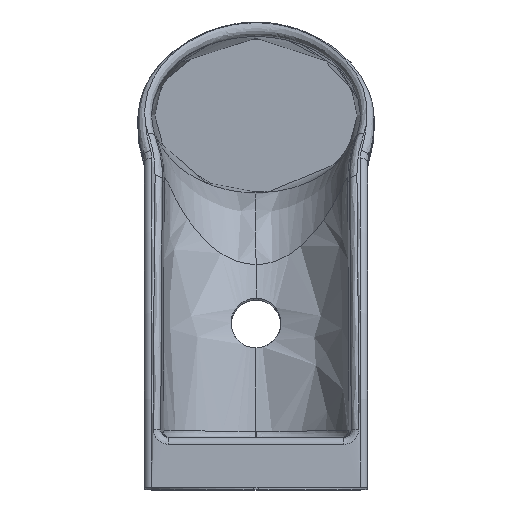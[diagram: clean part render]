
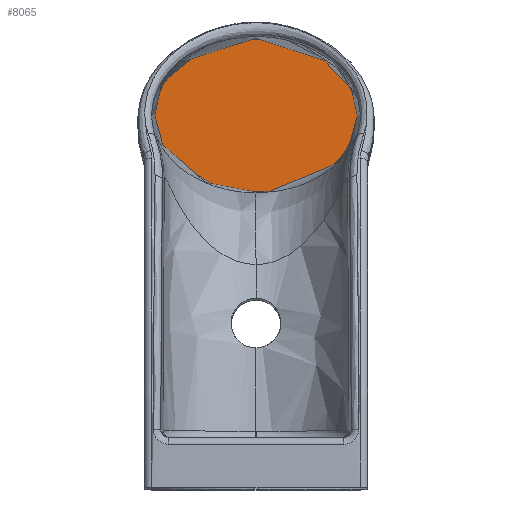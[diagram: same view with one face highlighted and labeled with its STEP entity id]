
A CAD part, top view. The second image highlights one B-rep face of the part: STEP entity #8065.
In plain terms, the highlighted face is planar.
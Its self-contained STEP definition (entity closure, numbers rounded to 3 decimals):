
#84 = CARTESIAN_POINT ( 'NONE',  ( -16.314, 0., -23. ) ) ;
#235 = CARTESIAN_POINT ( 'NONE',  ( -15.785, 3.218, -23. ) ) ;
#392 = CARTESIAN_POINT ( 'NONE',  ( 9.99, 9.871, -23. ) ) ;
#442 = CARTESIAN_POINT ( 'NONE',  ( -14.232, 6.238, -23. ) ) ;
#649 = CARTESIAN_POINT ( 'NONE',  ( -8.183, -10.776, -23. ) ) ;
#739 = CARTESIAN_POINT ( 'NONE',  ( -15.47, -3.997, -23. ) ) ;
#911 = CARTESIAN_POINT ( 'NONE',  ( -15.47, 3.997, -23. ) ) ;
#975 = CARTESIAN_POINT ( 'NONE',  ( -4.25, 11.997, -23. ) ) ;
#1009 = EDGE_CURVE ( 'NONE', #8706, #2458, #6893, .T. ) ;
#1272 = CARTESIAN_POINT ( 'NONE',  ( 16.314, -0.813, -23. ) ) ;
#1572 = CARTESIAN_POINT ( 'NONE',  ( -16.314, -0.813, -23. ) ) ;
#1593 = ORIENTED_EDGE ( 'NONE', *, *, #6812, .T. ) ;
#1635 = CARTESIAN_POINT ( 'NONE',  ( -16.314, 0.813, -23. ) ) ;
#2040 = CARTESIAN_POINT ( 'NONE',  ( -1.411, 1.406, -23. ) ) ;
#2055 = CARTESIAN_POINT ( 'NONE',  ( -13.015, -7.602, -23. ) ) ;
#2197 = CARTESIAN_POINT ( 'NONE',  ( 15.47, -3.997, -23. ) ) ;
#2263 = CARTESIAN_POINT ( 'NONE',  ( 14.232, 6.238, -23. ) ) ;
#2458 = VERTEX_POINT ( 'NONE', #84 ) ;
#2465 = CARTESIAN_POINT ( 'NONE',  ( -15.785, -3.218, -23. ) ) ;
#2597 = CARTESIAN_POINT ( 'NONE',  ( 2.125, 12.314, -23. ) ) ;
#2617 = AXIS2_PLACEMENT_3D ( 'NONE', #2040, #4185, #9148 ) ;
#2622 = CARTESIAN_POINT ( 'NONE',  ( 8.183, -10.776, -23. ) ) ;
#2859 = ORIENTED_EDGE ( 'NONE', *, *, #1009, .T. ) ;
#2880 = CARTESIAN_POINT ( 'NONE',  ( 16.207, 1.626, -23. ) ) ;
#3004 = CARTESIAN_POINT ( 'NONE',  ( 16.314, 0., -23. ) ) ;
#3031 = CARTESIAN_POINT ( 'NONE',  ( 15.785, -3.218, -23. ) ) ;
#3129 = EDGE_LOOP ( 'NONE', ( #1593, #2859 ) ) ;
#3138 = CARTESIAN_POINT ( 'NONE',  ( -16.314, 0., -23. ) ) ;
#3434 = CARTESIAN_POINT ( 'NONE',  ( 14.232, -6.238, -23. ) ) ;
#3635 = CARTESIAN_POINT ( 'NONE',  ( 8.183, 10.776, -23. ) ) ;
#3743 = CARTESIAN_POINT ( 'NONE',  ( 15.785, 3.218, -23. ) ) ;
#3758 = CARTESIAN_POINT ( 'NONE',  ( -16.207, -1.626, -23. ) ) ;
#3885 = CARTESIAN_POINT ( 'NONE',  ( -14.232, -6.238, -23. ) ) ;
#4185 = DIRECTION ( 'NONE',  ( 0., 0., 1. ) ) ;
#4206 = CARTESIAN_POINT ( 'NONE',  ( -4.25, -11.997, -23. ) ) ;
#4282 = CARTESIAN_POINT ( 'NONE',  ( 16.314, 0., -23. ) ) ;
#4509 = CARTESIAN_POINT ( 'NONE',  ( -9.99, -9.871, -23. ) ) ;
#4603 = CARTESIAN_POINT ( 'NONE',  ( -16.314, 0., -23. ) ) ;
#4674 = CARTESIAN_POINT ( 'NONE',  ( -13.015, 7.602, -23. ) ) ;
#4844 = FACE_OUTER_BOUND ( 'NONE', #3129, .T. ) ;
#4917 = B_SPLINE_CURVE_WITH_KNOTS ( 'NONE', 3,
 ( #4603, #1635, #6734, #235, #911, #442, #4674, #8944, #7043, #975, #5937, #2597, #5324, #3635, #392, #9156, #2263, #5592, #3743, #2880, #7104, #3004 ),
 .UNSPECIFIED., .F., .F.,
 ( 4, 2, 2, 2, 2, 2, 2, 2, 2, 2, 4 ),
 ( 0., 0.003, 0.006, 0.011, 0.017, 0.023, 0.028, 0.034, 0.039, 0.042, 0.045 ),
 .UNSPECIFIED. ) ;
#5324 = CARTESIAN_POINT ( 'NONE',  ( 4.25, 11.997, -23. ) ) ;
#5592 = CARTESIAN_POINT ( 'NONE',  ( 15.47, 3.997, -23. ) ) ;
#5937 = CARTESIAN_POINT ( 'NONE',  ( -2.125, 12.314, -23. ) ) ;
#6261 = CARTESIAN_POINT ( 'NONE',  ( -2.125, -12.314, -23. ) ) ;
#6678 = CARTESIAN_POINT ( 'NONE',  ( 2.125, -12.314, -23. ) ) ;
#6734 = CARTESIAN_POINT ( 'NONE',  ( -16.207, 1.626, -23. ) ) ;
#6812 = EDGE_CURVE ( 'NONE', #2458, #8706, #4917, .T. ) ;
#6893 = B_SPLINE_CURVE_WITH_KNOTS ( 'NONE', 3,
 ( #7910, #1272, #8278, #3031, #2197, #3434, #9011, #8407, #2622, #7968, #6678, #6261, #4206, #649, #4509, #2055, #3885, #739, #2465, #3758, #1572, #3138 ),
 .UNSPECIFIED., .F., .F.,
 ( 4, 2, 2, 2, 2, 2, 2, 2, 2, 2, 4 ),
 ( 0.045, 0.048, 0.051, 0.056, 0.062, 0.068, 0.073, 0.079, 0.084, 0.087, 0.09 ),
 .UNSPECIFIED. ) ;
#7043 = CARTESIAN_POINT ( 'NONE',  ( -8.183, 10.776, -23. ) ) ;
#7104 = CARTESIAN_POINT ( 'NONE',  ( 16.314, 0.813, -23. ) ) ;
#7910 = CARTESIAN_POINT ( 'NONE',  ( 16.314, 0., -23. ) ) ;
#7968 = CARTESIAN_POINT ( 'NONE',  ( 4.25, -11.997, -23. ) ) ;
#8065 = ADVANCED_FACE ( 'NONE', ( #4844 ), #8427, .F. ) ;
#8278 = CARTESIAN_POINT ( 'NONE',  ( 16.207, -1.626, -23. ) ) ;
#8407 = CARTESIAN_POINT ( 'NONE',  ( 9.99, -9.871, -23. ) ) ;
#8427 = PLANE ( 'NONE',  #2617 ) ;
#8706 = VERTEX_POINT ( 'NONE', #4282 ) ;
#8944 = CARTESIAN_POINT ( 'NONE',  ( -9.99, 9.871, -23. ) ) ;
#9011 = CARTESIAN_POINT ( 'NONE',  ( 13.015, -7.602, -23. ) ) ;
#9148 = DIRECTION ( 'NONE',  ( 1., 0., 0. ) ) ;
#9156 = CARTESIAN_POINT ( 'NONE',  ( 13.015, 7.602, -23. ) ) ;
